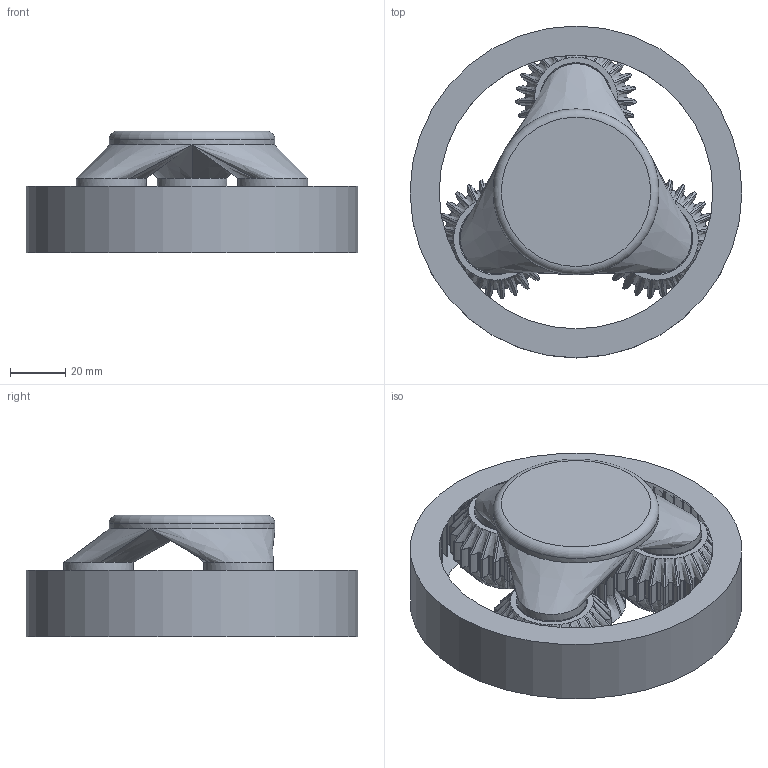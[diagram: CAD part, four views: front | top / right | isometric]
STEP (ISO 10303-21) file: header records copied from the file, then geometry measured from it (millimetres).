
FILE_DESCRIPTION(/* description */ (''),/* implementation_level */ '2;1');
FILE_NAME(/* name */ 'Planetary Gear Box.step',/* time_stamp */ '2025-10-01T08:22:23-04:00',/* author */ (''),/* organization */ (''),/* preprocessor_version */ 'ST-DEVELOPER v20.1',/* originating_system */ 'Autodesk Translation Framework v14.17.0.0',/* authorisation */ '');
FILE_SCHEMA (('AUTOMOTIVE_DESIGN { 1 0 10303 214 3 1 1 }'));
Products named in the file (3): Gears; Spur Gear (27 teeth); Spur Gear (18 teeth)
Assembly tree (4 placements, depth 2):
  Gears
    Spur Gear (27 teeth)  x3
    Spur Gear (18 teeth)
Bounding box: 120 x 120 x 44 mm (x, y, z)
Volume: 269079.4 mm3; surface area: 112967 mm2
Topology: 18 solids, 18 shells, 2215 faces, 6758 edges, 4579 vertices
Faces by surface type: bspline 969, cylinder 551, cone 452, plane 242, torus 1
Full cylindrical faces by diameter (mm): 9.2 x3, 10 x3, 25.2 x3, 60 x1, 120 x1
Entity records: 87721 total; most frequent: CARTESIAN_POINT 60213, ORIENTED_EDGE 6560, DIRECTION 4873, EDGE_CURVE 3280, VERTEX_POINT 2195, AXIS2_PLACEMENT_3D 1825, LINE 1223, VECTOR 1223
